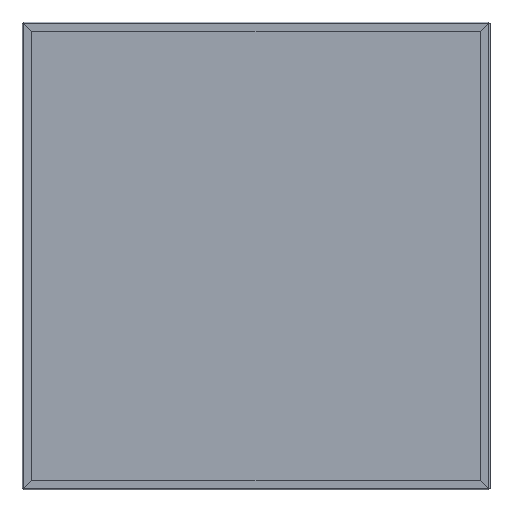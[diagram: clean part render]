
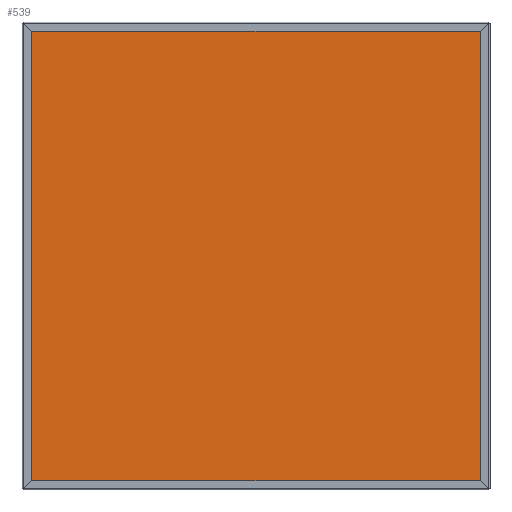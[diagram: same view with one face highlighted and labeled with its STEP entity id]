
A CAD part, top view. The second image highlights one B-rep face of the part: STEP entity #539.
In plain terms, the highlighted planar face has unit normal (0, 0, 1).
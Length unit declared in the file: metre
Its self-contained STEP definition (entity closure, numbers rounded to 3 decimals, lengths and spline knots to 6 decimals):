
#56=ORIENTED_EDGE('',*,*,#208,.F.);
#57=ORIENTED_EDGE('',*,*,#209,.T.);
#58=ORIENTED_EDGE('',*,*,#210,.T.);
#59=ORIENTED_EDGE('',*,*,#211,.F.);
#208=EDGE_CURVE('',#284,#285,#324,.T.);
#209=EDGE_CURVE('',#284,#286,#325,.T.);
#210=EDGE_CURVE('',#286,#287,#326,.T.);
#211=EDGE_CURVE('',#285,#287,#327,.T.);
#284=VERTEX_POINT('',#753);
#285=VERTEX_POINT('',#754);
#286=VERTEX_POINT('',#756);
#287=VERTEX_POINT('',#758);
#324=LINE('',#752,#384);
#325=LINE('',#755,#385);
#326=LINE('',#757,#386);
#327=LINE('',#759,#387);
#384=VECTOR('',#629,1.);
#385=VECTOR('',#630,1.);
#386=VECTOR('',#631,1.);
#387=VECTOR('',#632,1.);
#441=EDGE_LOOP('',(#56,#57,#58,#59));
#479=FACE_BOUND('',#441,.T.);
#517=PLANE('',#590);
#539=ADVANCED_FACE('',(#479),#517,.T.);
#590=AXIS2_PLACEMENT_3D('',#751,#627,#628);
#627=DIRECTION('',(0.,0.,1.));
#628=DIRECTION('',(1.,0.,0.));
#629=DIRECTION('',(0.,-1.,0.));
#630=DIRECTION('',(-1.,0.,0.));
#631=DIRECTION('',(0.,-1.,0.));
#632=DIRECTION('',(-1.,0.,0.));
#751=CARTESIAN_POINT('',(0.,0.,0.001));
#752=CARTESIAN_POINT('',(0.199,0.,0.001));
#753=CARTESIAN_POINT('',(0.199,0.199,0.001));
#754=CARTESIAN_POINT('',(0.199,-0.199,0.001));
#755=CARTESIAN_POINT('',(0.,0.199,0.001));
#756=CARTESIAN_POINT('',(-0.199,0.199,0.001));
#757=CARTESIAN_POINT('',(-0.199,0.,0.001));
#758=CARTESIAN_POINT('',(-0.199,-0.199,0.001));
#759=CARTESIAN_POINT('',(0.,-0.199,0.001));
